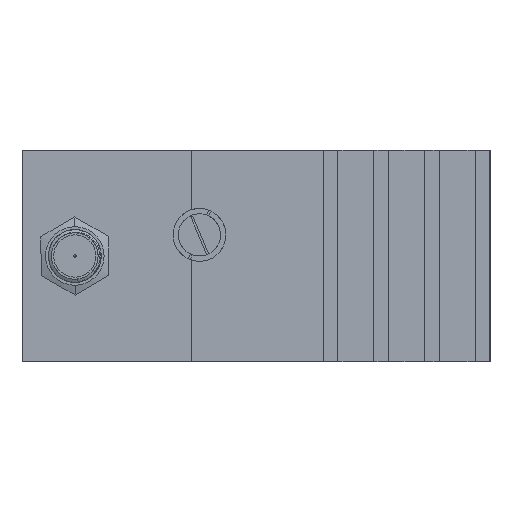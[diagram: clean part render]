
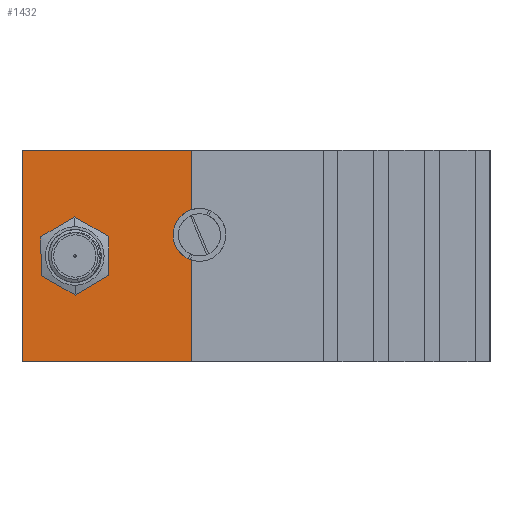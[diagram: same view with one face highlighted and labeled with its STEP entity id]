
A CAD part, left-side view. The second image highlights one B-rep face of the part: STEP entity #1432.
In plain terms, the highlighted planar face has unit normal (-1, 0, 0).
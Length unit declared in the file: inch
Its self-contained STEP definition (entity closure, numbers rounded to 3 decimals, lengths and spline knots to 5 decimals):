
#793 = DIRECTION ( 'NONE',  ( 0., 0., 1. ) ) ;
#1432 = ADVANCED_FACE ( 'NONE', ( #14391, #31811 ), #30471, .F. ) ;
#1848 = LINE ( 'NONE', #19253, #8038 ) ;
#3979 = CARTESIAN_POINT ( 'NONE',  ( -1.72852, 0.96679, 0.30567 ) ) ;
#5912 = DIRECTION ( 'NONE',  ( -1., 0., 0. ) ) ;
#6493 = CARTESIAN_POINT ( 'NONE',  ( -1.72852, 0.41679, 0.80567 ) ) ;
#6567 = EDGE_CURVE ( 'NONE', #55806, #35653, #1848, .T. ) ;
#7030 = AXIS2_PLACEMENT_3D ( 'NONE', #3979, #34834, #8863 ) ;
#7298 = EDGE_CURVE ( 'NONE', #21021, #24692, #18904, .T. ) ;
#8038 = VECTOR ( 'NONE', #36655, 39.37008 ) ;
#8863 = DIRECTION ( 'NONE',  ( 0., 0., 1. ) ) ;
#10441 = VECTOR ( 'NONE', #49766, 39.37008 ) ;
#10604 = ORIENTED_EDGE ( 'NONE', *, *, #6567, .F. ) ;
#11084 = DIRECTION ( 'NONE',  ( 0., 0., 1. ) ) ;
#11758 = LINE ( 'NONE', #15488, #10441 ) ;
#13876 = CARTESIAN_POINT ( 'NONE',  ( -1.72852, 0.41679, -0.19433 ) ) ;
#14050 = EDGE_LOOP ( 'NONE', ( #48719, #10604, #36362, #37751 ) ) ;
#14391 = FACE_BOUND ( 'NONE', #47379, .T. ) ;
#15488 = CARTESIAN_POINT ( 'NONE',  ( -1.72852, 0.41679, 0.80567 ) ) ;
#17024 = CARTESIAN_POINT ( 'NONE',  ( -1.72852, 1.21679, 0.80567 ) ) ;
#17238 = CARTESIAN_POINT ( 'NONE',  ( -1.72852, 1.21679, -0.19433 ) ) ;
#17349 = CARTESIAN_POINT ( 'NONE',  ( -1.72852, 1.21679, 0.80567 ) ) ;
#17475 = CARTESIAN_POINT ( 'NONE',  ( -1.72852, 0.96679, 0.19417 ) ) ;
#17909 = CIRCLE ( 'NONE', #55280, 0.1115 ) ;
#18904 = CIRCLE ( 'NONE', #7030, 0.1115 ) ;
#19253 = CARTESIAN_POINT ( 'NONE',  ( -1.72852, 1.21679, 0.80567 ) ) ;
#21021 = VERTEX_POINT ( 'NONE', #49647 ) ;
#24692 = VERTEX_POINT ( 'NONE', #17475 ) ;
#27506 = DIRECTION ( 'NONE',  ( 0., 0., -1. ) ) ;
#30217 = LINE ( 'NONE', #17349, #33130 ) ;
#30471 = PLANE ( 'NONE',  #31596 ) ;
#31596 = AXIS2_PLACEMENT_3D ( 'NONE', #17024, #40660, #27506 ) ;
#31798 = EDGE_CURVE ( 'NONE', #36129, #55806, #30217, .T. ) ;
#31811 = FACE_OUTER_BOUND ( 'NONE', #14050, .T. ) ;
#33130 = VECTOR ( 'NONE', #793, 39.37008 ) ;
#34122 = ORIENTED_EDGE ( 'NONE', *, *, #49342, .F. ) ;
#34834 = DIRECTION ( 'NONE',  ( -1., 0., 0. ) ) ;
#35653 = VERTEX_POINT ( 'NONE', #6493 ) ;
#36129 = VERTEX_POINT ( 'NONE', #39742 ) ;
#36362 = ORIENTED_EDGE ( 'NONE', *, *, #31798, .F. ) ;
#36655 = DIRECTION ( 'NONE',  ( 0., -1., 0. ) ) ;
#37316 = CARTESIAN_POINT ( 'NONE',  ( -1.72852, 0.96679, 0.30567 ) ) ;
#37751 = ORIENTED_EDGE ( 'NONE', *, *, #48692, .T. ) ;
#39742 = CARTESIAN_POINT ( 'NONE',  ( -1.72852, 1.21679, -0.19433 ) ) ;
#40660 = DIRECTION ( 'NONE',  ( 1., 0., 0. ) ) ;
#41921 = VERTEX_POINT ( 'NONE', #13876 ) ;
#44379 = VECTOR ( 'NONE', #52089, 39.37008 ) ;
#47379 = EDGE_LOOP ( 'NONE', ( #55252, #34122 ) ) ;
#48189 = CARTESIAN_POINT ( 'NONE',  ( -1.72852, 1.21679, 0.80567 ) ) ;
#48692 = EDGE_CURVE ( 'NONE', #36129, #41921, #51793, .T. ) ;
#48719 = ORIENTED_EDGE ( 'NONE', *, *, #54348, .T. ) ;
#49342 = EDGE_CURVE ( 'NONE', #24692, #21021, #17909, .T. ) ;
#49647 = CARTESIAN_POINT ( 'NONE',  ( -1.72852, 0.96679, 0.41717 ) ) ;
#49766 = DIRECTION ( 'NONE',  ( 0., 0., 1. ) ) ;
#51793 = LINE ( 'NONE', #17238, #44379 ) ;
#52089 = DIRECTION ( 'NONE',  ( 0., -1., 0. ) ) ;
#54348 = EDGE_CURVE ( 'NONE', #41921, #35653, #11758, .T. ) ;
#55252 = ORIENTED_EDGE ( 'NONE', *, *, #7298, .F. ) ;
#55280 = AXIS2_PLACEMENT_3D ( 'NONE', #37316, #5912, #11084 ) ;
#55806 = VERTEX_POINT ( 'NONE', #48189 ) ;
